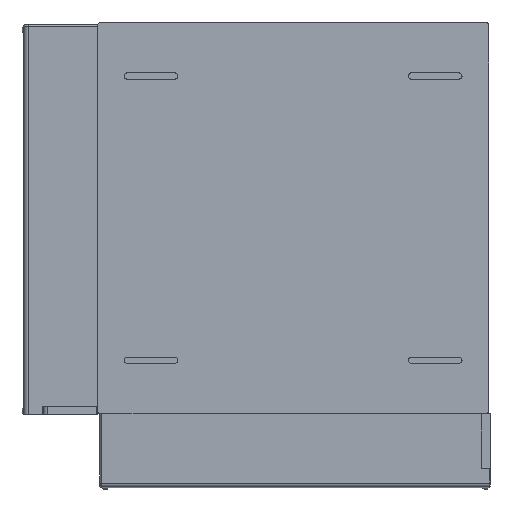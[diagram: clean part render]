
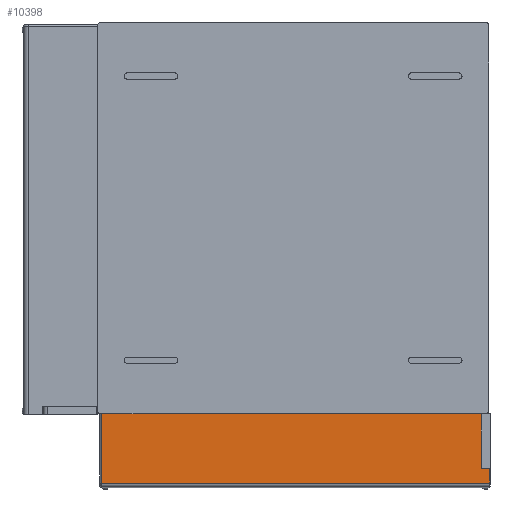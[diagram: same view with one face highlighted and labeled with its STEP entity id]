
A CAD part, front view. The second image highlights one B-rep face of the part: STEP entity #10398.
In plain terms, the highlighted planar face has unit normal (0, -1, 0).
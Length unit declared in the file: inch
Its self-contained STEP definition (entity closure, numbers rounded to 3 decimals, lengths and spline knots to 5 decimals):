
#977 = VECTOR ( 'NONE', #6458, 39.37008 ) ;
#1242 = VECTOR ( 'NONE', #8358, 39.37008 ) ;
#1552 = CARTESIAN_POINT ( 'NONE',  ( 8.298, 0.10957, -10.56264 ) ) ;
#1784 = CARTESIAN_POINT ( 'NONE',  ( 7.938, 0.10957, -8.26564 ) ) ;
#2352 = CARTESIAN_POINT ( 'NONE',  ( 7.938, 0.10957, -10.56264 ) ) ;
#2695 = VERTEX_POINT ( 'NONE', #9487 ) ;
#2795 = VECTOR ( 'NONE', #5823, 39.37008 ) ;
#2807 = VERTEX_POINT ( 'NONE', #8920 ) ;
#2820 = EDGE_CURVE ( 'NONE', #4188, #2695, #8834, .T. ) ;
#2982 = DIRECTION ( 'NONE',  ( -1., 0., 0. ) ) ;
#2998 = DIRECTION ( 'NONE',  ( 0., 1., 0. ) ) ;
#3060 = CARTESIAN_POINT ( 'NONE',  ( -11.72274, 0.10957, -11.18814 ) ) ;
#3121 = PLANE ( 'NONE',  #12483 ) ;
#3163 = VECTOR ( 'NONE', #8165, 39.37008 ) ;
#3196 = FACE_OUTER_BOUND ( 'NONE', #12584, .T. ) ;
#3688 = ORIENTED_EDGE ( 'NONE', *, *, #2820, .T. ) ;
#3692 = ORIENTED_EDGE ( 'NONE', *, *, #6757, .T. ) ;
#3730 = ORIENTED_EDGE ( 'NONE', *, *, #6564, .T. ) ;
#3746 = ORIENTED_EDGE ( 'NONE', *, *, #4297, .T. ) ;
#3749 = ORIENTED_EDGE ( 'NONE', *, *, #7632, .T. ) ;
#3811 = ORIENTED_EDGE ( 'NONE', *, *, #5779, .F. ) ;
#3834 = ORIENTED_EDGE ( 'NONE', *, *, #5585, .F. ) ;
#3905 = VERTEX_POINT ( 'NONE', #1784 ) ;
#4188 = VERTEX_POINT ( 'NONE', #12223 ) ;
#4297 = EDGE_CURVE ( 'NONE', #11857, #3905, #10926, .T. ) ;
#5180 = VERTEX_POINT ( 'NONE', #1552 ) ;
#5435 = VECTOR ( 'NONE', #7379, 39.37008 ) ;
#5563 = VECTOR ( 'NONE', #10860, 39.37008 ) ;
#5585 = EDGE_CURVE ( 'NONE', #4188, #2807, #8196, .T. ) ;
#5779 = EDGE_CURVE ( 'NONE', #2807, #10153, #5886, .T. ) ;
#5823 = DIRECTION ( 'NONE',  ( 1., 0., 0. ) ) ;
#5850 = CARTESIAN_POINT ( 'NONE',  ( -11.72274, 0.10957, -8.25014 ) ) ;
#5886 = LINE ( 'NONE', #5850, #2795 ) ;
#6458 = DIRECTION ( 'NONE',  ( 0., 0., 1. ) ) ;
#6477 = CARTESIAN_POINT ( 'NONE',  ( 8.298, 0.10957, -11.18814 ) ) ;
#6529 = LINE ( 'NONE', #6477, #977 ) ;
#6564 = EDGE_CURVE ( 'NONE', #5180, #11857, #8417, .T. ) ;
#6757 = EDGE_CURVE ( 'NONE', #2695, #5180, #6529, .T. ) ;
#7379 = DIRECTION ( 'NONE',  ( 0., 0., 1. ) ) ;
#7398 = CARTESIAN_POINT ( 'NONE',  ( 7.938, 0.10957, -11.18814 ) ) ;
#7425 = LINE ( 'NONE', #7398, #5435 ) ;
#7632 = EDGE_CURVE ( 'NONE', #3905, #10153, #7425, .T. ) ;
#8165 = DIRECTION ( 'NONE',  ( 0., 0., 1. ) ) ;
#8184 = CARTESIAN_POINT ( 'NONE',  ( -8.0928, 0.10957, -11.18814 ) ) ;
#8196 = LINE ( 'NONE', #8184, #3163 ) ;
#8358 = DIRECTION ( 'NONE',  ( -1., 0., 0. ) ) ;
#8403 = CARTESIAN_POINT ( 'NONE',  ( 8.298, 0.10957, -10.56264 ) ) ;
#8417 = LINE ( 'NONE', #8403, #1242 ) ;
#8789 = DIRECTION ( 'NONE',  ( 1., 0., 0. ) ) ;
#8819 = CARTESIAN_POINT ( 'NONE',  ( -11.72274, 0.10957, -11.18814 ) ) ;
#8834 = LINE ( 'NONE', #8819, #9802 ) ;
#8920 = CARTESIAN_POINT ( 'NONE',  ( -8.0928, 0.10957, -8.25014 ) ) ;
#9487 = CARTESIAN_POINT ( 'NONE',  ( 8.298, 0.10957, -11.18814 ) ) ;
#9802 = VECTOR ( 'NONE', #8789, 39.37008 ) ;
#10153 = VERTEX_POINT ( 'NONE', #11473 ) ;
#10398 = ADVANCED_FACE ( 'NONE', ( #3196 ), #3121, .F. ) ;
#10860 = DIRECTION ( 'NONE',  ( 0., 0., 1. ) ) ;
#10912 = CARTESIAN_POINT ( 'NONE',  ( 7.938, 0.10957, -11.18814 ) ) ;
#10926 = LINE ( 'NONE', #10912, #5563 ) ;
#11473 = CARTESIAN_POINT ( 'NONE',  ( 7.938, 0.10957, -8.25014 ) ) ;
#11857 = VERTEX_POINT ( 'NONE', #2352 ) ;
#12223 = CARTESIAN_POINT ( 'NONE',  ( -8.0928, 0.10957, -11.18814 ) ) ;
#12483 = AXIS2_PLACEMENT_3D ( 'NONE', #3060, #2998, #2982 ) ;
#12584 = EDGE_LOOP ( 'NONE', ( #3688, #3692, #3730, #3746, #3749, #3811, #3834 ) ) ;
